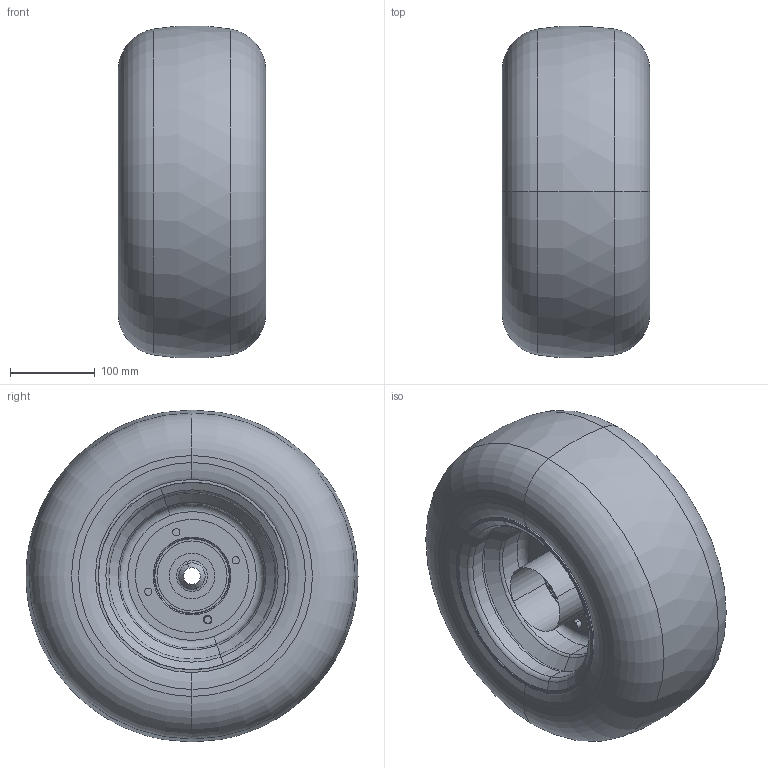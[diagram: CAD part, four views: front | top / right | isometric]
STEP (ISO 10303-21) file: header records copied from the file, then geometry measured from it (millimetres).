
FILE_DESCRIPTION(('FreeCAD Model'),'2;1');
FILE_NAME('seekurjr_wheel_full_mod.step','2014-01-19T13:13:51',('FreeCAD'),('FreeCAD'), 'Open CASCADE STEP processor 6.5','FreeCAD','Unknown');
FILE_SCHEMA(('AUTOMOTIVE_DESIGN_CC2 { 1 2 10303 214 -1 1 5 4 }'));
Length unit declared in the file: millimetre
Products named in the file (14): SKR0101; SKR0142; SKR0138; SKR0140; SKR0139; SKR0141; SKR0100; SKR0102; SKR0103; SKR0104; SKR0105; SKR0106; SKR0107; SKR0108
Bounding box: 174.87 x 392.8 x 392.8 mm (x, y, z)
Surface area: 516727.2 mm2 (no closed solid volume)
Topology: 0 solids, 14 shells, 140 faces, 383 edges, 247 vertices
Faces by surface type: torus 46, cone 34, plane 30, cylinder 22, bspline 6, revolution 2
Entity records: 17574 total; most frequent: CARTESIAN_POINT 11480, DIRECTION 854, ORIENTED_EDGE 616, PCURVE 616, DEFINITIONAL_REPRESENTATION 616, B_SPLINE_CURVE_WITH_KNOTS 602, EDGE_CURVE 383, SURFACE_CURVE 383
